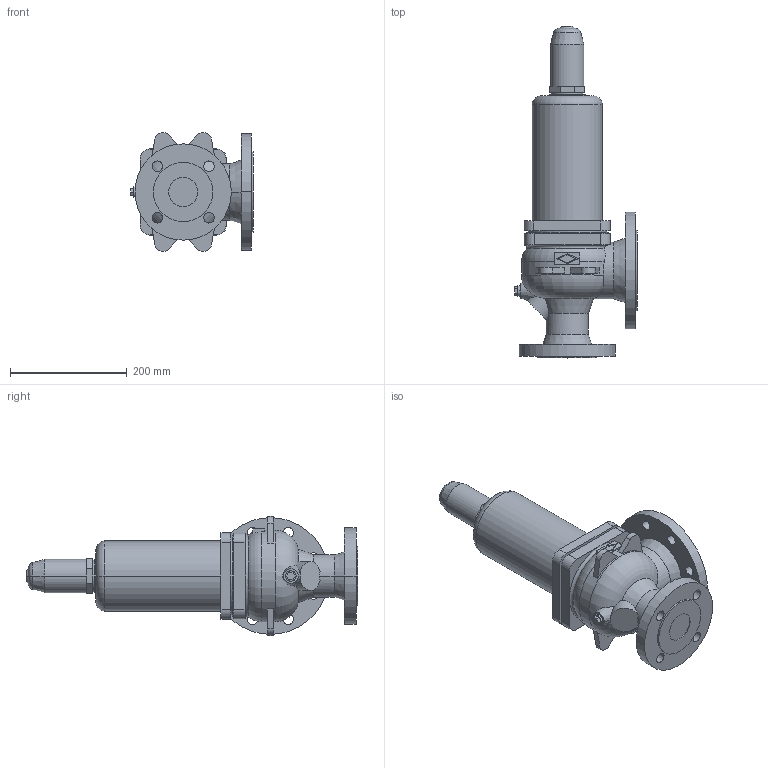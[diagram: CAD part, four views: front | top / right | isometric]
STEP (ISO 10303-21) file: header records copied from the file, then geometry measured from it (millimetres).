
FILE_DESCRIPTION(('Creo Elements/Direct Modeling STEP Export'),'2;1');
FILE_NAME('c000000805.stp','2013-11-13T11:51:07',(''),(''),'Creo Elements/Direct Modeling STEP processor for AP214 (Solid Model)','Creo Elements/Direct Modeling 17.0D 15-Jul-2011 (C) Parametric Technology GmbH','');
FILE_SCHEMA(('AUTOMOTIVE_DESIGN { 1 0 10303 214 1 1 1 1 }'));
Length unit declared in the file: millimetre
Products named in the file (1): 1
Bounding box: 209.8 x 568.7 x 203.96 mm (x, y, z)
Volume: 6794980.8 mm3; surface area: 370236.7 mm2
Topology: 1 solids, 1 shells, 168 faces, 422 edges, 280 vertices
Faces by surface type: plane 80, cylinder 70, cone 11, torus 7
Entity records: 5170 total; most frequent: CARTESIAN_POINT 1196, ORIENTED_EDGE 844, DIRECTION 782, EDGE_CURVE 422, AXIS2_PLACEMENT_3D 285, VERTEX_POINT 280, EDGE_LOOP 216, VECTOR 212
